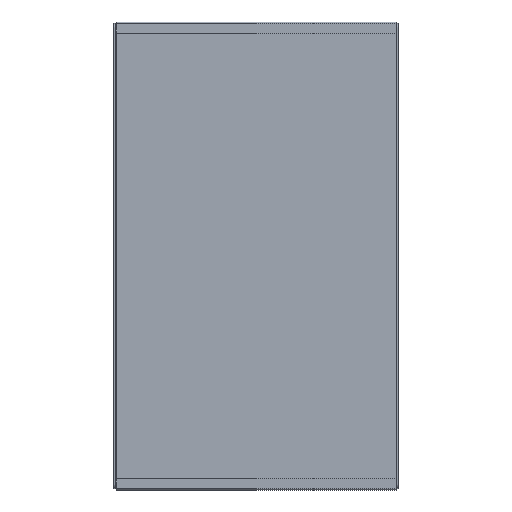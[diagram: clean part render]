
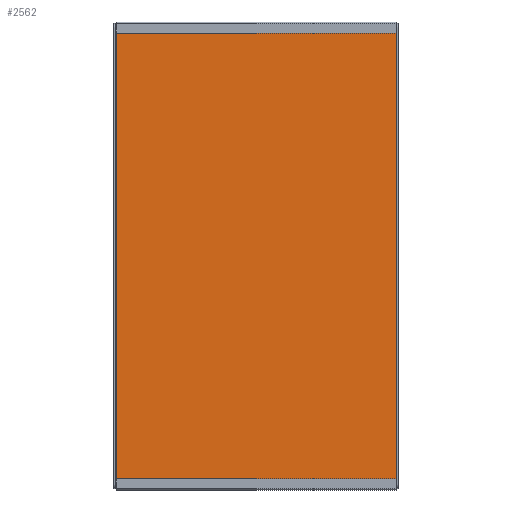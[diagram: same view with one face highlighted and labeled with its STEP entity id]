
A CAD part, front view. The second image highlights one B-rep face of the part: STEP entity #2562.
In plain terms, the highlighted planar face has unit normal (0, -1, 0).
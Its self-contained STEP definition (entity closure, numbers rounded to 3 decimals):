
#92 = VERTEX_POINT ( 'NONE', #2062 ) ;
#134 = FACE_OUTER_BOUND ( 'NONE', #2313, .T. ) ;
#419 = ORIENTED_EDGE ( 'NONE', *, *, #648, .F. ) ;
#647 = VERTEX_POINT ( 'NONE', #3061 ) ;
#648 = EDGE_CURVE ( 'NONE', #766, #92, #2363, .T. ) ;
#766 = VERTEX_POINT ( 'NONE', #3833 ) ;
#889 = LINE ( 'NONE', #2986, #1060 ) ;
#922 = DIRECTION ( 'NONE',  ( 0., 0., -1. ) ) ;
#1060 = VECTOR ( 'NONE', #4423, 1000. ) ;
#1235 = ORIENTED_EDGE ( 'NONE', *, *, #2579, .F. ) ;
#1242 = VERTEX_POINT ( 'NONE', #3827 ) ;
#1336 = ORIENTED_EDGE ( 'NONE', *, *, #3124, .F. ) ;
#1467 = CARTESIAN_POINT ( 'NONE',  ( -150.5, -1.5, 250. ) ) ;
#1766 = DIRECTION ( 'NONE',  ( 0., 0., 1. ) ) ;
#1784 = PLANE ( 'NONE',  #3382 ) ;
#1806 = CARTESIAN_POINT ( 'NONE',  ( -150.5, -1.5, 250. ) ) ;
#2062 = CARTESIAN_POINT ( 'NONE',  ( 150.5, -1.5, -250. ) ) ;
#2140 = VECTOR ( 'NONE', #922, 1000. ) ;
#2180 = LINE ( 'NONE', #1806, #4269 ) ;
#2199 = DIRECTION ( 'NONE',  ( 1., 0., 0. ) ) ;
#2313 = EDGE_LOOP ( 'NONE', ( #419, #1235, #2420, #1336 ) ) ;
#2363 = LINE ( 'NONE', #3393, #2140 ) ;
#2420 = ORIENTED_EDGE ( 'NONE', *, *, #2516, .F. ) ;
#2513 = DIRECTION ( 'NONE',  ( 0., 0., -1. ) ) ;
#2516 = EDGE_CURVE ( 'NONE', #1242, #647, #2180, .T. ) ;
#2562 = ADVANCED_FACE ( 'NONE', ( #134 ), #1784, .T. ) ;
#2579 = EDGE_CURVE ( 'NONE', #647, #766, #2968, .T. ) ;
#2852 = DIRECTION ( 'NONE',  ( 0., -1., 0. ) ) ;
#2968 = LINE ( 'NONE', #1467, #4263 ) ;
#2986 = CARTESIAN_POINT ( 'NONE',  ( -150.5, -1.5, -250. ) ) ;
#3061 = CARTESIAN_POINT ( 'NONE',  ( -150.5, -1.5, 250. ) ) ;
#3124 = EDGE_CURVE ( 'NONE', #92, #1242, #889, .T. ) ;
#3382 = AXIS2_PLACEMENT_3D ( 'NONE', #3613, #2852, #2513 ) ;
#3393 = CARTESIAN_POINT ( 'NONE',  ( 150.5, -1.5, 250. ) ) ;
#3613 = CARTESIAN_POINT ( 'NONE',  ( 0., -1.5, 0. ) ) ;
#3827 = CARTESIAN_POINT ( 'NONE',  ( -150.5, -1.5, -250. ) ) ;
#3833 = CARTESIAN_POINT ( 'NONE',  ( 150.5, -1.5, 250. ) ) ;
#4263 = VECTOR ( 'NONE', #2199, 1000. ) ;
#4269 = VECTOR ( 'NONE', #1766, 1000. ) ;
#4423 = DIRECTION ( 'NONE',  ( -1., 0., 0. ) ) ;
